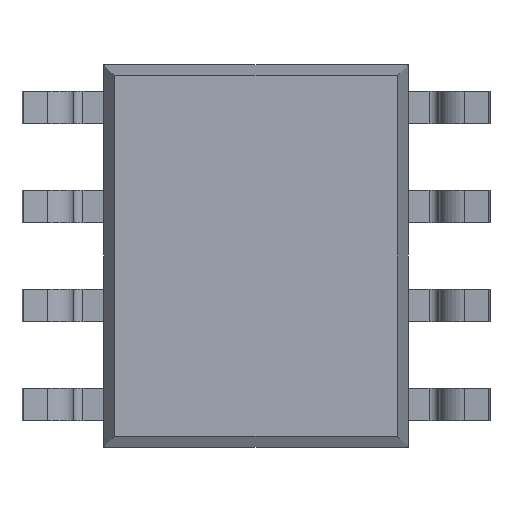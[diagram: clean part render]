
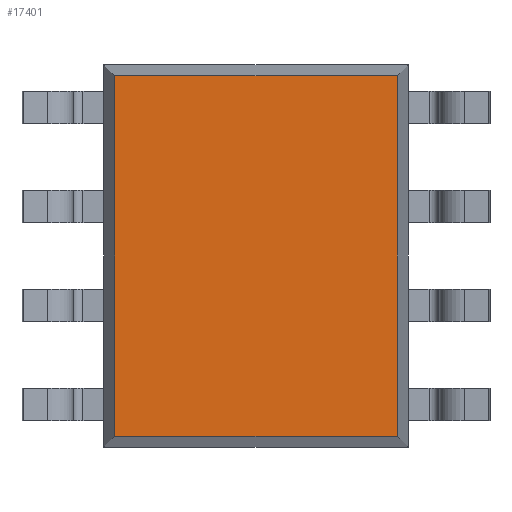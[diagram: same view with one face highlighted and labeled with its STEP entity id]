
A CAD part, front view. The second image highlights one B-rep face of the part: STEP entity #17401.
In plain terms, the highlighted planar face has unit normal (0, -1, 0).
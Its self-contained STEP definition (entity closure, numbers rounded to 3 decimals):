
#2264=FACE_OUTER_BOUND('',#3222,.T.);
#3222=EDGE_LOOP('',(#15852,#15853,#15854,#15855));
#4913=LINE('',#32282,#6572);
#4914=LINE('',#32284,#6573);
#4915=LINE('',#32286,#6574);
#4916=LINE('',#32287,#6575);
#6572=VECTOR('',#20638,1000.);
#6573=VECTOR('',#20639,1000.);
#6574=VECTOR('',#20640,1000.);
#6575=VECTOR('',#20641,1000.);
#8299=VERTEX_POINT('',#32280);
#8300=VERTEX_POINT('',#32281);
#8301=VERTEX_POINT('',#32283);
#8302=VERTEX_POINT('',#32285);
#10828=EDGE_CURVE('',#8299,#8300,#4913,.T.);
#10829=EDGE_CURVE('',#8300,#8301,#4914,.T.);
#10830=EDGE_CURVE('',#8301,#8302,#4915,.T.);
#10831=EDGE_CURVE('',#8302,#8299,#4916,.T.);
#15852=ORIENTED_EDGE('',*,*,#10828,.T.);
#15853=ORIENTED_EDGE('',*,*,#10829,.T.);
#15854=ORIENTED_EDGE('',*,*,#10830,.T.);
#15855=ORIENTED_EDGE('',*,*,#10831,.T.);
#16492=PLANE('',#17977);
#17401=ADVANCED_FACE('',(#2264),#16492,.T.);
#17977=AXIS2_PLACEMENT_3D('',#32279,#20636,#20637);
#20636=DIRECTION('center_axis',(0.,-1.,0.));
#20637=DIRECTION('ref_axis',(0.,0.,-1.));
#20638=DIRECTION('',(1.,0.,0.));
#20639=DIRECTION('',(0.,0.,1.));
#20640=DIRECTION('',(-1.,0.,0.));
#20641=DIRECTION('',(0.,0.,-1.));
#32279=CARTESIAN_POINT('Origin',(0.,0.25,0.));
#32280=CARTESIAN_POINT('',(-1.814,0.25,-2.314));
#32281=CARTESIAN_POINT('',(1.814,0.25,-2.314));
#32282=CARTESIAN_POINT('',(-1.95,0.25,-2.314));
#32283=CARTESIAN_POINT('',(1.814,0.25,2.314));
#32284=CARTESIAN_POINT('',(1.814,0.25,-2.45));
#32285=CARTESIAN_POINT('',(-1.814,0.25,2.314));
#32286=CARTESIAN_POINT('',(1.95,0.25,2.314));
#32287=CARTESIAN_POINT('',(-1.814,0.25,2.45));
